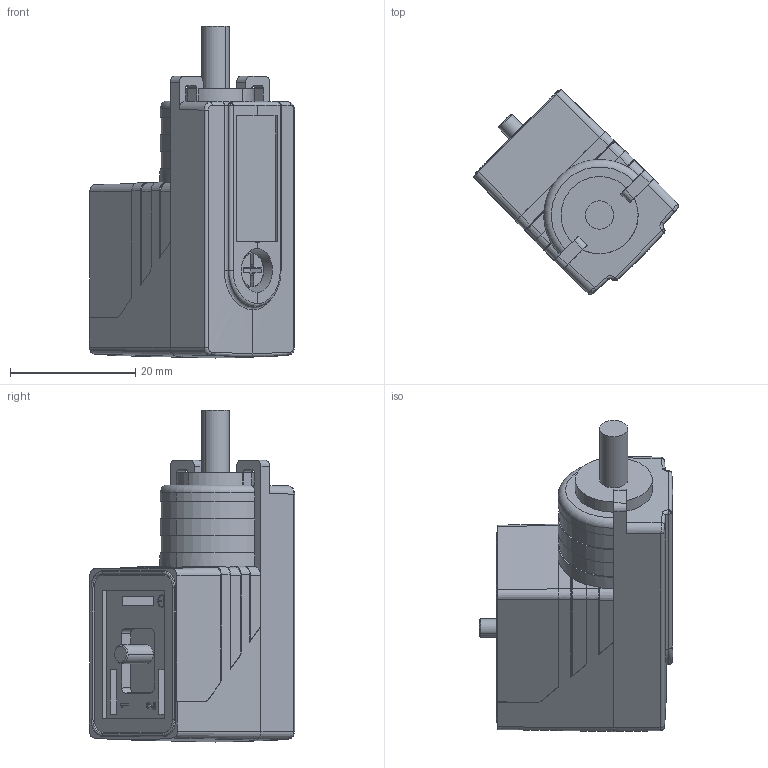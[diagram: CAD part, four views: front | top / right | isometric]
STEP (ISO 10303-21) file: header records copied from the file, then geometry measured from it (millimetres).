
FILE_DESCRIPTION((''),'2;1');
FILE_NAME('DM_CAD-2024','2014-09-23T',('Creinig-se'),(''),'PRO/ENGINEER BY PARAMETRIC TECHNOLOGY CORPORATION, 2013050','PRO/ENGINEER BY PARAMETRIC TECHNOLOGY CORPORATION, 2013050','');
FILE_SCHEMA(('CONFIG_CONTROL_DESIGN'));
Length unit declared in the file: millimetre
Products named in the file (1): DM_CAD-2024
Bounding box: 32.75 x 32.75 x 53 mm (x, y, z)
Volume: 18629.4 mm3; surface area: 5681.4 mm2
Topology: 1 solids, 1 shells, 366 faces, 977 edges, 626 vertices
Faces by surface type: plane 203, cylinder 78, cone 42, bspline 27, torus 16
Entity records: 16948 total; most frequent: CARTESIAN_POINT 5026, ORIENTED_EDGE 1952, DIRECTION 1671, PRESENTATION_STYLE_ASSIGNMENT 982, STYLED_ITEM 979, CURVE_STYLE 978, EDGE_CURVE 976, VECTOR 641
